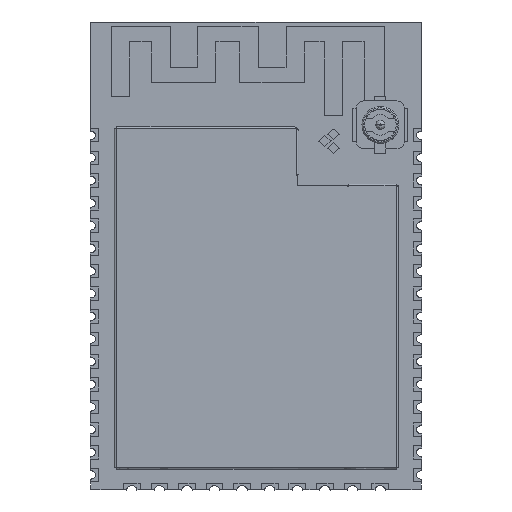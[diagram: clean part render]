
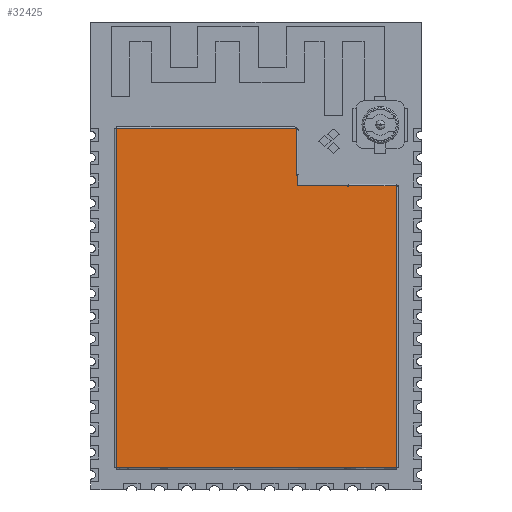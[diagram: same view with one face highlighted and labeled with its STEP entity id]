
A CAD part, top view. The second image highlights one B-rep face of the part: STEP entity #32425.
In plain terms, the highlighted planar face has unit normal (0, 0, 1).
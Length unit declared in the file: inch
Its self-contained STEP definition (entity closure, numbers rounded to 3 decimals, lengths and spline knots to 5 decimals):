
#149 = DIRECTION ( 'NONE',  ( 0., 0., 1. ) ) ;
#377 = CARTESIAN_POINT ( 'NONE',  ( 0., 0.24552, 0.11417 ) ) ;
#388 = VERTEX_POINT ( 'NONE', #26396 ) ;
#717 = CARTESIAN_POINT ( 'NONE',  ( 0.08698, 0.14638, 0.11417 ) ) ;
#797 = VECTOR ( 'NONE', #6155, 39.37008 ) ;
#912 = DIRECTION ( 'NONE',  ( 0., 1., 0. ) ) ;
#1114 = LINE ( 'NONE', #16819, #8582 ) ;
#1274 = DIRECTION ( 'NONE',  ( 0., 1., 0. ) ) ;
#1609 = VERTEX_POINT ( 'NONE', #28806 ) ;
#2017 = CARTESIAN_POINT ( 'NONE',  ( 0.08501, 0.14477, 0.11417 ) ) ;
#2595 = ORIENTED_EDGE ( 'NONE', *, *, #18797, .T. ) ;
#2803 = VECTOR ( 'NONE', #912, 39.37008 ) ;
#2813 = VECTOR ( 'NONE', #28573, 39.37008 ) ;
#2880 = AXIS2_PLACEMENT_3D ( 'NONE', #7855, #149, #20217 ) ;
#3225 = LINE ( 'NONE', #23591, #32793 ) ;
#3967 = ORIENTED_EDGE ( 'NONE', *, *, #21235, .T. ) ;
#4268 = CARTESIAN_POINT ( 'NONE',  ( 0.29933, -0.02488, 0.11417 ) ) ;
#4544 = LINE ( 'NONE', #5044, #32472 ) ;
#4646 = VECTOR ( 'NONE', #1274, 39.37008 ) ;
#4662 = VECTOR ( 'NONE', #29901, 39.37008 ) ;
#4909 = LINE ( 'NONE', #6828, #28639 ) ;
#5044 = CARTESIAN_POINT ( 'NONE',  ( 0.29933, -0.02488, 0.11417 ) ) ;
#5093 = VECTOR ( 'NONE', #7796, 39.37008 ) ;
#5119 = VECTOR ( 'NONE', #14770, 39.37008 ) ;
#5430 = VERTEX_POINT ( 'NONE', #717 ) ;
#5492 = EDGE_CURVE ( 'NONE', #27478, #9768, #23251, .T. ) ;
#5659 = LINE ( 'NONE', #26002, #797 ) ;
#6080 = ORIENTED_EDGE ( 'NONE', *, *, #10126, .T. ) ;
#6155 = DIRECTION ( 'NONE',  ( -1., 0., 0. ) ) ;
#6230 = ORIENTED_EDGE ( 'NONE', *, *, #14204, .T. ) ;
#6352 = CARTESIAN_POINT ( 'NONE',  ( 0.1967, 0.12124, 0.11417 ) ) ;
#6403 = CARTESIAN_POINT ( 'NONE',  ( 0., 0.14638, 0.11417 ) ) ;
#6685 = DIRECTION ( 'NONE',  ( -1., 0., 0. ) ) ;
#6725 = ORIENTED_EDGE ( 'NONE', *, *, #17743, .T. ) ;
#6828 = CARTESIAN_POINT ( 'NONE',  ( 0.2996, -0.02488, 0.11417 ) ) ;
#7786 = ORIENTED_EDGE ( 'NONE', *, *, #15543, .T. ) ;
#7796 = DIRECTION ( 'NONE',  ( 1., 0., 0. ) ) ;
#7855 = CARTESIAN_POINT ( 'NONE',  ( 0., -0.02488, 0.11417 ) ) ;
#8154 = EDGE_CURVE ( 'NONE', #1609, #16245, #5659, .T. ) ;
#8184 = EDGE_CURVE ( 'NONE', #16245, #8476, #23997, .T. ) ;
#8476 = VERTEX_POINT ( 'NONE', #13775 ) ;
#8582 = VECTOR ( 'NONE', #29131, 39.37008 ) ;
#8923 = LINE ( 'NONE', #25948, #2803 ) ;
#9104 = LINE ( 'NONE', #19318, #13546 ) ;
#9406 = EDGE_CURVE ( 'NONE', #30917, #23477, #21960, .T. ) ;
#9686 = PLANE ( 'NONE',  #2880 ) ;
#9768 = VERTEX_POINT ( 'NONE', #27415 ) ;
#10126 = EDGE_CURVE ( 'NONE', #30789, #1609, #19908, .T. ) ;
#10692 = EDGE_CURVE ( 'NONE', #17405, #30260, #4909, .T. ) ;
#10809 = CARTESIAN_POINT ( 'NONE',  ( 0.08501, -0.02488, 0.11417 ) ) ;
#11194 = CARTESIAN_POINT ( 'NONE',  ( 0.29933, -0.48058, 0.11417 ) ) ;
#11422 = DIRECTION ( 'NONE',  ( -1., 0., 0. ) ) ;
#11657 = CARTESIAN_POINT ( 'NONE',  ( 0.19473, 0.12306, 0.11417 ) ) ;
#12124 = ORIENTED_EDGE ( 'NONE', *, *, #17640, .T. ) ;
#12253 = CARTESIAN_POINT ( 'NONE',  ( 0.29933, -0.47897, 0.11417 ) ) ;
#12509 = EDGE_CURVE ( 'NONE', #5430, #27478, #8923, .T. ) ;
#12599 = CARTESIAN_POINT ( 'NONE',  ( 0.19473, -0.02488, 0.11417 ) ) ;
#12822 = CARTESIAN_POINT ( 'NONE',  ( 0.2996, -0.47897, 0.11417 ) ) ;
#12889 = CARTESIAN_POINT ( 'NONE',  ( 0.2996, 0.12124, 0.11417 ) ) ;
#12927 = LINE ( 'NONE', #12599, #21079 ) ;
#13545 = LINE ( 'NONE', #21205, #21775 ) ;
#13546 = VECTOR ( 'NONE', #29460, 39.37008 ) ;
#13775 = CARTESIAN_POINT ( 'NONE',  ( 0.08501, 0.14638, 0.11417 ) ) ;
#14191 = VECTOR ( 'NONE', #15786, 39.37008 ) ;
#14204 = EDGE_CURVE ( 'NONE', #8476, #5430, #29078, .T. ) ;
#14235 = ORIENTED_EDGE ( 'NONE', *, *, #8184, .T. ) ;
#14711 = FACE_OUTER_BOUND ( 'NONE', #19864, .T. ) ;
#14770 = DIRECTION ( 'NONE',  ( -1., 0., 0. ) ) ;
#15094 = CARTESIAN_POINT ( 'NONE',  ( 0., 0.12286, 0.11417 ) ) ;
#15407 = VERTEX_POINT ( 'NONE', #23125 ) ;
#15543 = EDGE_CURVE ( 'NONE', #29481, #30917, #9104, .T. ) ;
#15568 = VECTOR ( 'NONE', #6685, 39.37008 ) ;
#15695 = ORIENTED_EDGE ( 'NONE', *, *, #12509, .T. ) ;
#15786 = DIRECTION ( 'NONE',  ( -1., 0., 0. ) ) ;
#15920 = ORIENTED_EDGE ( 'NONE', *, *, #21422, .T. ) ;
#16225 = DIRECTION ( 'NONE',  ( 0., -1., 0. ) ) ;
#16245 = VERTEX_POINT ( 'NONE', #2017 ) ;
#16281 = CARTESIAN_POINT ( 'NONE',  ( 0.08723, 0.12306, 0.11417 ) ) ;
#16352 = DIRECTION ( 'NONE',  ( 0., 1., 0. ) ) ;
#16439 = EDGE_CURVE ( 'NONE', #25309, #28852, #3225, .T. ) ;
#16819 = CARTESIAN_POINT ( 'NONE',  ( 0., -0.47897, 0.11417 ) ) ;
#17126 = CARTESIAN_POINT ( 'NONE',  ( 0.29933, 0.12124, 0.11417 ) ) ;
#17370 = VECTOR ( 'NONE', #16352, 39.37008 ) ;
#17405 = VERTEX_POINT ( 'NONE', #12822 ) ;
#17462 = EDGE_CURVE ( 'NONE', #30260, #17553, #18286, .T. ) ;
#17553 = VERTEX_POINT ( 'NONE', #17126 ) ;
#17640 = EDGE_CURVE ( 'NONE', #388, #25309, #27761, .T. ) ;
#17729 = DIRECTION ( 'NONE',  ( 0., 1., 0. ) ) ;
#17730 = VECTOR ( 'NONE', #11422, 39.37008 ) ;
#17743 = EDGE_CURVE ( 'NONE', #15407, #19962, #12927, .T. ) ;
#18286 = LINE ( 'NONE', #26617, #14191 ) ;
#18442 = ORIENTED_EDGE ( 'NONE', *, *, #8154, .T. ) ;
#18797 = EDGE_CURVE ( 'NONE', #9768, #29481, #13545, .T. ) ;
#19318 = CARTESIAN_POINT ( 'NONE',  ( 0., -0.48058, 0.11417 ) ) ;
#19834 = ORIENTED_EDGE ( 'NONE', *, *, #17462, .T. ) ;
#19864 = EDGE_LOOP ( 'NONE', ( #7786, #29863, #15920, #29651, #19834, #25139, #12124, #21522, #3967, #6725, #19910, #6080, #18442, #14235, #6230, #15695, #30412, #2595 ) ) ;
#19908 = LINE ( 'NONE', #25223, #4662 ) ;
#19910 = ORIENTED_EDGE ( 'NONE', *, *, #21752, .T. ) ;
#19962 = VERTEX_POINT ( 'NONE', #11657 ) ;
#20119 = DIRECTION ( 'NONE',  ( 0., 1., 0. ) ) ;
#20217 = DIRECTION ( 'NONE',  ( 1., 0., 0. ) ) ;
#21079 = VECTOR ( 'NONE', #20119, 39.37008 ) ;
#21205 = CARTESIAN_POINT ( 'NONE',  ( -0.29987, -0.02488, 0.11417 ) ) ;
#21235 = EDGE_CURVE ( 'NONE', #28852, #15407, #31822, .T. ) ;
#21287 = CARTESIAN_POINT ( 'NONE',  ( -0.29987, -0.48058, 0.11417 ) ) ;
#21422 = EDGE_CURVE ( 'NONE', #23477, #17405, #1114, .T. ) ;
#21522 = ORIENTED_EDGE ( 'NONE', *, *, #16439, .T. ) ;
#21752 = EDGE_CURVE ( 'NONE', #19962, #30789, #24603, .T. ) ;
#21775 = VECTOR ( 'NONE', #16225, 39.37008 ) ;
#21960 = LINE ( 'NONE', #4268, #4646 ) ;
#23125 = CARTESIAN_POINT ( 'NONE',  ( 0.19473, 0.12124, 0.11417 ) ) ;
#23251 = LINE ( 'NONE', #377, #2813 ) ;
#23477 = VERTEX_POINT ( 'NONE', #12253 ) ;
#23591 = CARTESIAN_POINT ( 'NONE',  ( 0.1967, -0.02488, 0.11417 ) ) ;
#23957 = CARTESIAN_POINT ( 'NONE',  ( 0.1967, 0.12286, 0.11417 ) ) ;
#23997 = LINE ( 'NONE', #10809, #17370 ) ;
#24274 = CARTESIAN_POINT ( 'NONE',  ( 0., 0.12306, 0.11417 ) ) ;
#24603 = LINE ( 'NONE', #24274, #17730 ) ;
#25139 = ORIENTED_EDGE ( 'NONE', *, *, #28596, .T. ) ;
#25223 = CARTESIAN_POINT ( 'NONE',  ( 0.08723, -0.02488, 0.11417 ) ) ;
#25309 = VERTEX_POINT ( 'NONE', #23957 ) ;
#25948 = CARTESIAN_POINT ( 'NONE',  ( 0.08698, -0.02488, 0.11417 ) ) ;
#26002 = CARTESIAN_POINT ( 'NONE',  ( 0., 0.14477, 0.11417 ) ) ;
#26396 = CARTESIAN_POINT ( 'NONE',  ( 0.29933, 0.12286, 0.11417 ) ) ;
#26617 = CARTESIAN_POINT ( 'NONE',  ( 0., 0.12124, 0.11417 ) ) ;
#27156 = DIRECTION ( 'NONE',  ( 0., 1., 0. ) ) ;
#27176 = CARTESIAN_POINT ( 'NONE',  ( 0., 0.12124, 0.11417 ) ) ;
#27415 = CARTESIAN_POINT ( 'NONE',  ( -0.29987, 0.24552, 0.11417 ) ) ;
#27478 = VERTEX_POINT ( 'NONE', #32791 ) ;
#27761 = LINE ( 'NONE', #15094, #5119 ) ;
#28573 = DIRECTION ( 'NONE',  ( -1., 0., 0. ) ) ;
#28596 = EDGE_CURVE ( 'NONE', #17553, #388, #4544, .T. ) ;
#28639 = VECTOR ( 'NONE', #27156, 39.37008 ) ;
#28806 = CARTESIAN_POINT ( 'NONE',  ( 0.08723, 0.14477, 0.11417 ) ) ;
#28852 = VERTEX_POINT ( 'NONE', #6352 ) ;
#29078 = LINE ( 'NONE', #6403, #5093 ) ;
#29131 = DIRECTION ( 'NONE',  ( 1., 0., 0. ) ) ;
#29460 = DIRECTION ( 'NONE',  ( 1., 0., 0. ) ) ;
#29481 = VERTEX_POINT ( 'NONE', #21287 ) ;
#29651 = ORIENTED_EDGE ( 'NONE', *, *, #10692, .T. ) ;
#29863 = ORIENTED_EDGE ( 'NONE', *, *, #9406, .T. ) ;
#29901 = DIRECTION ( 'NONE',  ( 0., 1., 0. ) ) ;
#30260 = VERTEX_POINT ( 'NONE', #12889 ) ;
#30412 = ORIENTED_EDGE ( 'NONE', *, *, #5492, .T. ) ;
#30441 = DIRECTION ( 'NONE',  ( 0., -1., 0. ) ) ;
#30789 = VERTEX_POINT ( 'NONE', #16281 ) ;
#30917 = VERTEX_POINT ( 'NONE', #11194 ) ;
#31822 = LINE ( 'NONE', #27176, #15568 ) ;
#32425 = ADVANCED_FACE ( 'NONE', ( #14711 ), #9686, .T. ) ;
#32472 = VECTOR ( 'NONE', #17729, 39.37008 ) ;
#32791 = CARTESIAN_POINT ( 'NONE',  ( 0.08698, 0.24552, 0.11417 ) ) ;
#32793 = VECTOR ( 'NONE', #30441, 39.37008 ) ;
